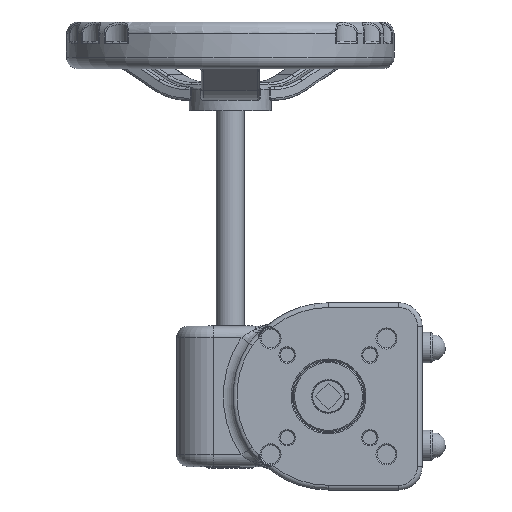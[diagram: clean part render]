
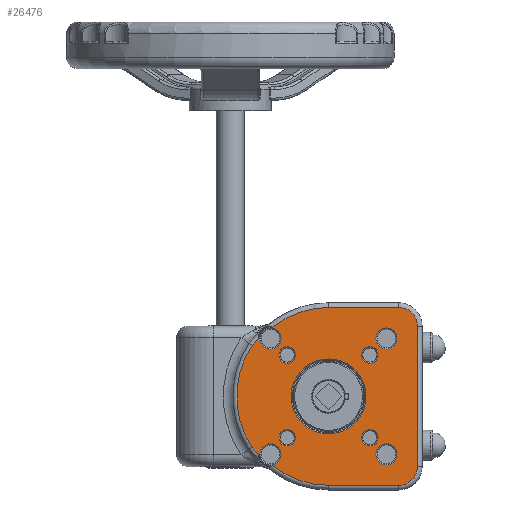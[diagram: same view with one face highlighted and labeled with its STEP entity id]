
A CAD part, front view. The second image highlights one B-rep face of the part: STEP entity #26476.
In plain terms, the highlighted face is planar.
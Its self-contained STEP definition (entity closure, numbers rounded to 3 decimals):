
#414=FACE_BOUND('',#5109,.T.);
#415=FACE_BOUND('',#5110,.T.);
#416=FACE_BOUND('',#5111,.T.);
#417=FACE_BOUND('',#5112,.T.);
#418=FACE_BOUND('',#5113,.T.);
#419=FACE_BOUND('',#5114,.T.);
#420=FACE_BOUND('',#5115,.T.);
#421=FACE_BOUND('',#5116,.T.);
#422=FACE_BOUND('',#5117,.T.);
#814=B_SPLINE_CURVE_WITH_KNOTS('',3,(#43934,#43935,#43936,#43937,#43938),
 .UNSPECIFIED.,.F.,.F.,(4,1,4),(0.,0.321,0.414),
 .UNSPECIFIED.);
#815=B_SPLINE_CURVE_WITH_KNOTS('',3,(#43939,#43940,#43941,#43942),
 .UNSPECIFIED.,.F.,.F.,(4,4),(0.414,0.44),
 .UNSPECIFIED.);
#832=B_SPLINE_CURVE_WITH_KNOTS('',3,(#44286,#44287,#44288,#44289),
 .UNSPECIFIED.,.F.,.F.,(4,4),(0.123,0.149),
 .UNSPECIFIED.);
#833=B_SPLINE_CURVE_WITH_KNOTS('',3,(#44291,#44292,#44293,#44294,#44295),
 .UNSPECIFIED.,.F.,.F.,(4,1,4),(0.149,0.241,0.563),
 .UNSPECIFIED.);
#1963=PLANE('',#29131);
#3465=FACE_OUTER_BOUND('',#5108,.T.);
#5108=EDGE_LOOP('',(#22357,#22358,#22359,#22360,#22361,#22362,#22363,#22364,
#22365,#22366,#22367,#22368,#22369,#22370));
#5109=EDGE_LOOP('',(#22371));
#5110=EDGE_LOOP('',(#22372));
#5111=EDGE_LOOP('',(#22373));
#5112=EDGE_LOOP('',(#22374));
#5113=EDGE_LOOP('',(#22375));
#5114=EDGE_LOOP('',(#22376));
#5115=EDGE_LOOP('',(#22377));
#5116=EDGE_LOOP('',(#22378));
#5117=EDGE_LOOP('',(#22379));
#6644=LINE('',#57185,#8152);
#6645=LINE('',#57189,#8153);
#6646=LINE('',#57192,#8154);
#8152=VECTOR('',#35531,10.);
#8153=VECTOR('',#35534,10.);
#8154=VECTOR('',#35537,10.);
#8615=CIRCLE('',#27492,38.);
#8626=CIRCLE('',#27504,38.);
#8630=CIRCLE('',#27509,4.8);
#8632=CIRCLE('',#27513,4.8);
#9560=CIRCLE('',#29128,16.);
#9563=CIRCLE('',#29132,39.255);
#9564=CIRCLE('',#29133,8.);
#9565=CIRCLE('',#29134,8.);
#9566=CIRCLE('',#29135,4.5);
#9567=CIRCLE('',#29136,3.5);
#9568=CIRCLE('',#29137,4.5);
#9569=CIRCLE('',#29138,3.5);
#9570=CIRCLE('',#29139,4.5);
#9571=CIRCLE('',#29140,3.5);
#9572=CIRCLE('',#29141,4.5);
#9573=CIRCLE('',#29142,3.5);
#10520=VERTEX_POINT('',#43712);
#10529=VERTEX_POINT('',#43881);
#10532=VERTEX_POINT('',#43931);
#10533=VERTEX_POINT('',#43933);
#10536=VERTEX_POINT('',#43988);
#10540=VERTEX_POINT('',#44028);
#10549=VERTEX_POINT('',#44191);
#10552=VERTEX_POINT('',#44213);
#10555=VERTEX_POINT('',#44285);
#10556=VERTEX_POINT('',#44290);
#11713=VERTEX_POINT('',#57175);
#11716=VERTEX_POINT('',#57184);
#11717=VERTEX_POINT('',#57186);
#11718=VERTEX_POINT('',#57188);
#11719=VERTEX_POINT('',#57190);
#11720=VERTEX_POINT('',#57193);
#11721=VERTEX_POINT('',#57195);
#11722=VERTEX_POINT('',#57197);
#11723=VERTEX_POINT('',#57199);
#11724=VERTEX_POINT('',#57201);
#11725=VERTEX_POINT('',#57203);
#11726=VERTEX_POINT('',#57205);
#11727=VERTEX_POINT('',#57207);
#13196=EDGE_CURVE('',#10532,#10533,#814,.T.);
#13197=EDGE_CURVE('',#10533,#10529,#815,.T.);
#13202=EDGE_CURVE('',#10520,#10536,#8615,.T.);
#13225=EDGE_CURVE('',#10552,#10549,#8626,.T.);
#13230=EDGE_CURVE('',#10540,#10555,#832,.T.);
#13231=EDGE_CURVE('',#10555,#10556,#833,.T.);
#13234=EDGE_CURVE('',#10529,#10520,#8630,.T.);
#13236=EDGE_CURVE('',#10549,#10540,#8632,.T.);
#15295=EDGE_CURVE('',#11713,#11713,#9560,.T.);
#15299=EDGE_CURVE('',#10556,#10532,#9563,.T.);
#15300=EDGE_CURVE('',#11716,#10552,#6644,.T.);
#15301=EDGE_CURVE('',#11717,#11716,#9564,.T.);
#15302=EDGE_CURVE('',#11718,#11717,#6645,.T.);
#15303=EDGE_CURVE('',#11719,#11718,#9565,.T.);
#15304=EDGE_CURVE('',#10536,#11719,#6646,.T.);
#15305=EDGE_CURVE('',#11720,#11720,#9566,.T.);
#15306=EDGE_CURVE('',#11721,#11721,#9567,.T.);
#15307=EDGE_CURVE('',#11722,#11722,#9568,.T.);
#15308=EDGE_CURVE('',#11723,#11723,#9569,.T.);
#15309=EDGE_CURVE('',#11724,#11724,#9570,.T.);
#15310=EDGE_CURVE('',#11725,#11725,#9571,.T.);
#15311=EDGE_CURVE('',#11726,#11726,#9572,.T.);
#15312=EDGE_CURVE('',#11727,#11727,#9573,.T.);
#22357=ORIENTED_EDGE('',*,*,#13197,.F.);
#22358=ORIENTED_EDGE('',*,*,#13196,.F.);
#22359=ORIENTED_EDGE('',*,*,#15299,.F.);
#22360=ORIENTED_EDGE('',*,*,#13231,.F.);
#22361=ORIENTED_EDGE('',*,*,#13230,.F.);
#22362=ORIENTED_EDGE('',*,*,#13236,.F.);
#22363=ORIENTED_EDGE('',*,*,#13225,.F.);
#22364=ORIENTED_EDGE('',*,*,#15300,.F.);
#22365=ORIENTED_EDGE('',*,*,#15301,.F.);
#22366=ORIENTED_EDGE('',*,*,#15302,.F.);
#22367=ORIENTED_EDGE('',*,*,#15303,.F.);
#22368=ORIENTED_EDGE('',*,*,#15304,.F.);
#22369=ORIENTED_EDGE('',*,*,#13202,.F.);
#22370=ORIENTED_EDGE('',*,*,#13234,.F.);
#22371=ORIENTED_EDGE('',*,*,#15305,.F.);
#22372=ORIENTED_EDGE('',*,*,#15306,.F.);
#22373=ORIENTED_EDGE('',*,*,#15307,.F.);
#22374=ORIENTED_EDGE('',*,*,#15308,.F.);
#22375=ORIENTED_EDGE('',*,*,#15309,.F.);
#22376=ORIENTED_EDGE('',*,*,#15310,.F.);
#22377=ORIENTED_EDGE('',*,*,#15311,.F.);
#22378=ORIENTED_EDGE('',*,*,#15312,.F.);
#22379=ORIENTED_EDGE('',*,*,#15295,.F.);
#26476=ADVANCED_FACE('',(#3465,#414,#415,#416,#417,#418,#419,#420,#421,
#422),#1963,.T.);
#27492=AXIS2_PLACEMENT_3D('',#43989,#31514,#31515);
#27504=AXIS2_PLACEMENT_3D('',#44215,#31538,#31539);
#27509=AXIS2_PLACEMENT_3D('',#44304,#31548,#31549);
#27513=AXIS2_PLACEMENT_3D('',#44308,#31556,#31557);
#29128=AXIS2_PLACEMENT_3D('',#57176,#35520,#35521);
#29131=AXIS2_PLACEMENT_3D('',#57182,#35527,#35528);
#29132=AXIS2_PLACEMENT_3D('',#57183,#35529,#35530);
#29133=AXIS2_PLACEMENT_3D('',#57187,#35532,#35533);
#29134=AXIS2_PLACEMENT_3D('',#57191,#35535,#35536);
#29135=AXIS2_PLACEMENT_3D('',#57194,#35538,#35539);
#29136=AXIS2_PLACEMENT_3D('',#57196,#35540,#35541);
#29137=AXIS2_PLACEMENT_3D('',#57198,#35542,#35543);
#29138=AXIS2_PLACEMENT_3D('',#57200,#35544,#35545);
#29139=AXIS2_PLACEMENT_3D('',#57202,#35546,#35547);
#29140=AXIS2_PLACEMENT_3D('',#57204,#35548,#35549);
#29141=AXIS2_PLACEMENT_3D('',#57206,#35550,#35551);
#29142=AXIS2_PLACEMENT_3D('',#57208,#35552,#35553);
#31514=DIRECTION('center_axis',(0.,-1.,0.));
#31515=DIRECTION('ref_axis',(0.919,0.,-0.394));
#31538=DIRECTION('center_axis',(0.,-1.,0.));
#31539=DIRECTION('ref_axis',(-0.919,0.,-0.394));
#31548=DIRECTION('center_axis',(0.,-1.,0.));
#31549=DIRECTION('ref_axis',(0.773,0.,-0.634));
#31556=DIRECTION('center_axis',(0.,-1.,0.));
#31557=DIRECTION('ref_axis',(-0.773,0.,-0.634));
#35520=DIRECTION('center_axis',(0.,1.,0.));
#35521=DIRECTION('ref_axis',(-1.,0.,0.));
#35527=DIRECTION('center_axis',(0.,1.,0.));
#35528=DIRECTION('ref_axis',(0.,0.,1.));
#35529=DIRECTION('center_axis',(0.,-1.,0.));
#35530=DIRECTION('ref_axis',(0.,0.,-1.));
#35531=DIRECTION('',(0.,0.,-1.));
#35532=DIRECTION('center_axis',(0.,-1.,0.));
#35533=DIRECTION('ref_axis',(-0.707,0.,0.707));
#35534=DIRECTION('',(-1.,0.,0.));
#35535=DIRECTION('center_axis',(0.,-1.,0.));
#35536=DIRECTION('ref_axis',(0.707,0.,0.707));
#35537=DIRECTION('',(0.,0.,1.));
#35538=DIRECTION('center_axis',(0.,1.,0.));
#35539=DIRECTION('ref_axis',(-1.,0.,0.));
#35540=DIRECTION('center_axis',(0.,1.,0.));
#35541=DIRECTION('ref_axis',(-1.,0.,0.));
#35542=DIRECTION('center_axis',(0.,1.,0.));
#35543=DIRECTION('ref_axis',(1.,0.,0.));
#35544=DIRECTION('center_axis',(0.,1.,0.));
#35545=DIRECTION('ref_axis',(-1.,0.,0.));
#35546=DIRECTION('center_axis',(0.,1.,0.));
#35547=DIRECTION('ref_axis',(-1.,0.,0.));
#35548=DIRECTION('center_axis',(0.,1.,0.));
#35549=DIRECTION('ref_axis',(-1.,0.,0.));
#35550=DIRECTION('center_axis',(0.,1.,0.));
#35551=DIRECTION('ref_axis',(-1.,0.,0.));
#35552=DIRECTION('center_axis',(0.,1.,0.));
#35553=DIRECTION('ref_axis',(-1.,0.,0.));
#43712=CARTESIAN_POINT('',(29.485,3.,-23.971));
#43881=CARTESIAN_POINT('',(24.904,3.,-29.546));
#43931=CARTESIAN_POINT('',(21.809,3.,-32.64));
#43933=CARTESIAN_POINT('',(24.745,3.,-29.749));
#43934=CARTESIAN_POINT('Ctrl Pts',(21.809,3.,-32.64));
#43935=CARTESIAN_POINT('Ctrl Pts',(22.7,3.,-32.045));
#43936=CARTESIAN_POINT('Ctrl Pts',(23.684,3.,-31.06));
#43937=CARTESIAN_POINT('Ctrl Pts',(24.555,3.,-29.99));
#43938=CARTESIAN_POINT('Ctrl Pts',(24.746,3.,-29.749));
#43939=CARTESIAN_POINT('Ctrl Pts',(24.746,3.,-29.749));
#43940=CARTESIAN_POINT('Ctrl Pts',(24.799,3.,-29.682));
#43941=CARTESIAN_POINT('Ctrl Pts',(24.852,3.,-29.614));
#43942=CARTESIAN_POINT('Ctrl Pts',(24.905,3.,-29.546));
#43988=CARTESIAN_POINT('',(38.,3.,0.));
#43989=CARTESIAN_POINT('Origin',(0.,3.,0.));
#44028=CARTESIAN_POINT('',(-24.904,3.,-29.546));
#44191=CARTESIAN_POINT('',(-29.485,3.,-23.971));
#44213=CARTESIAN_POINT('',(-38.,3.,0.));
#44215=CARTESIAN_POINT('Origin',(0.,3.,0.));
#44285=CARTESIAN_POINT('',(-24.745,3.,-29.749));
#44286=CARTESIAN_POINT('Ctrl Pts',(-24.905,3.,-29.546));
#44287=CARTESIAN_POINT('Ctrl Pts',(-24.852,3.,-29.614));
#44288=CARTESIAN_POINT('Ctrl Pts',(-24.799,3.,-29.682));
#44289=CARTESIAN_POINT('Ctrl Pts',(-24.746,3.,-29.749));
#44290=CARTESIAN_POINT('',(-21.809,3.,-32.64));
#44291=CARTESIAN_POINT('Ctrl Pts',(-24.746,3.,-29.749));
#44292=CARTESIAN_POINT('Ctrl Pts',(-24.555,3.,-29.99));
#44293=CARTESIAN_POINT('Ctrl Pts',(-23.684,3.,-31.06));
#44294=CARTESIAN_POINT('Ctrl Pts',(-22.7,3.,-32.045));
#44295=CARTESIAN_POINT('Ctrl Pts',(-21.809,3.,-32.64));
#44304=CARTESIAN_POINT('Origin',(24.749,3.,-24.749));
#44308=CARTESIAN_POINT('Origin',(-24.749,3.,-24.749));
#57175=CARTESIAN_POINT('',(16.,3.,0.));
#57176=CARTESIAN_POINT('Origin',(0.,3.,0.));
#57182=CARTESIAN_POINT('Origin',(0.,3.,0.));
#57183=CARTESIAN_POINT('Origin',(0.,3.,0.));
#57184=CARTESIAN_POINT('',(-38.,3.,30.));
#57185=CARTESIAN_POINT('',(-38.,3.,0.));
#57186=CARTESIAN_POINT('',(-30.,3.,38.));
#57187=CARTESIAN_POINT('Origin',(-30.,3.,30.));
#57188=CARTESIAN_POINT('',(30.,3.,38.));
#57189=CARTESIAN_POINT('',(-20.,3.,38.));
#57190=CARTESIAN_POINT('',(38.,3.,30.));
#57191=CARTESIAN_POINT('Origin',(30.,3.,30.));
#57192=CARTESIAN_POINT('',(38.,3.,20.));
#57193=CARTESIAN_POINT('',(29.249,3.,24.749));
#57194=CARTESIAN_POINT('Origin',(24.749,3.,24.749));
#57195=CARTESIAN_POINT('',(21.178,3.,-17.678));
#57196=CARTESIAN_POINT('Origin',(17.678,3.,-17.678));
#57197=CARTESIAN_POINT('',(-29.249,3.,-24.749));
#57198=CARTESIAN_POINT('Origin',(-24.749,3.,-24.749));
#57199=CARTESIAN_POINT('',(-14.178,3.,17.678));
#57200=CARTESIAN_POINT('Origin',(-17.678,3.,17.678));
#57201=CARTESIAN_POINT('',(-20.249,3.,24.749));
#57202=CARTESIAN_POINT('Origin',(-24.749,3.,24.749));
#57203=CARTESIAN_POINT('',(-14.178,3.,-17.678));
#57204=CARTESIAN_POINT('Origin',(-17.678,3.,-17.678));
#57205=CARTESIAN_POINT('',(29.249,3.,-24.749));
#57206=CARTESIAN_POINT('Origin',(24.749,3.,-24.749));
#57207=CARTESIAN_POINT('',(21.178,3.,17.678));
#57208=CARTESIAN_POINT('Origin',(17.678,3.,17.678));
